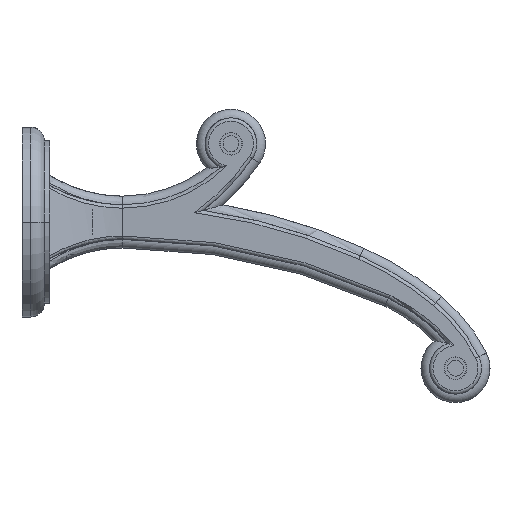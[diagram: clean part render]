
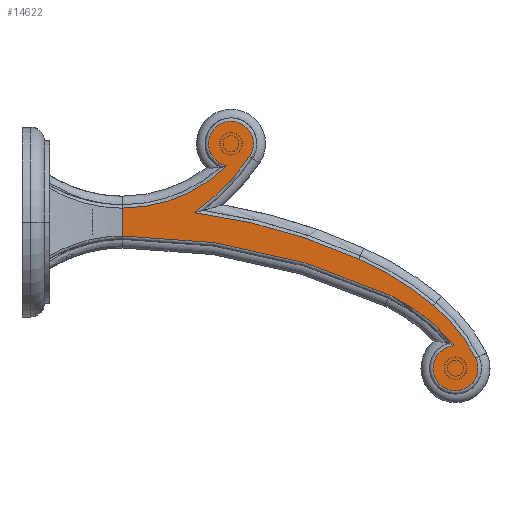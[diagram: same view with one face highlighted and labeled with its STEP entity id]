
A CAD part, left-side view. The second image highlights one B-rep face of the part: STEP entity #14622.
In plain terms, the highlighted planar face has unit normal (-1, 0, 0).
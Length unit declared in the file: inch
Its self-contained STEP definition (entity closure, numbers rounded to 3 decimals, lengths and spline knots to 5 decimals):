
#12122=CARTESIAN_POINT('',(-0.1975,-3.3268,-2.65381));
#12123=DIRECTION('',(-1.,0.,0.));
#12124=DIRECTION('',(0.,-0.785,0.619));
#12125=AXIS2_PLACEMENT_3D('',#12122,#12123,#12124);
#12127=CARTESIAN_POINT('',(-0.1975,-1.1253,-7.38245));
#12128=DIRECTION('',(-1.,0.,0.));
#12129=DIRECTION('',(0.,-0.422,0.907));
#12130=AXIS2_PLACEMENT_3D('',#12127,#12128,#12129);
#12132=DIRECTION('',(0.,0.,1.));
#12133=VECTOR('',#12132,0.317);
#12134=CARTESIAN_POINT('',(-0.1975,-1.12531,-0.15845));
#12135=LINE('',#12134,#12133);
#12136=CARTESIAN_POINT('',(-0.1975,-1.1253,1.87055));
#12137=DIRECTION('',(-1.,0.,0.));
#12138=DIRECTION('',(0.,0.,-1.));
#12139=AXIS2_PLACEMENT_3D('',#12136,#12137,#12138);
#12141=CARTESIAN_POINT('',(-0.1975,-2.3623,0.89255));
#12142=DIRECTION('',(1.,0.,0.));
#12143=DIRECTION('',(0.,0.181,-0.983));
#12144=AXIS2_PLACEMENT_3D('',#12141,#12142,#12143);
#12146=CARTESIAN_POINT('',(-0.1975,-2.3623,0.89255));
#12147=DIRECTION('',(1.,0.,0.));
#12148=DIRECTION('',(0.,0.,1.));
#12149=AXIS2_PLACEMENT_3D('',#12146,#12147,#12148);
#12151=CARTESIAN_POINT('',(-0.1975,-0.40928,2.23957));
#12152=DIRECTION('',(1.,0.,0.));
#12153=DIRECTION('',(0.,-0.823,-0.568));
#12154=AXIS2_PLACEMENT_3D('',#12151,#12152,#12153);
#12156=CARTESIAN_POINT('',(-0.1975,-1.1253,-6.39745));
#12157=DIRECTION('',(1.,0.,0.));
#12158=DIRECTION('',(0.,-0.125,0.992));
#12159=AXIS2_PLACEMENT_3D('',#12156,#12157,#12158);
#12161=CARTESIAN_POINT('',(-0.1975,-2.25856,-3.88522));
#12162=DIRECTION('',(1.,0.,0.));
#12163=DIRECTION('',(0.,-0.411,0.912));
#12164=AXIS2_PLACEMENT_3D('',#12161,#12162,#12163);
#12166=CARTESIAN_POINT('',(-0.1975,-3.51048,-2.36547));
#12167=DIRECTION('',(1.,0.,0.));
#12168=DIRECTION('',(0.,-0.636,0.772));
#12169=AXIS2_PLACEMENT_3D('',#12166,#12167,#12168);
#12171=CARTESIAN_POINT('',(-0.1975,-4.9213,-1.66645));
#12172=DIRECTION('',(1.,0.,0.));
#12173=DIRECTION('',(0.,-0.896,0.444));
#12174=AXIS2_PLACEMENT_3D('',#12171,#12172,#12173);
#12176=CARTESIAN_POINT('',(-0.1975,-4.9213,-1.66645));
#12177=DIRECTION('',(1.,0.,0.));
#12178=DIRECTION('',(0.,0.,-1.));
#12179=AXIS2_PLACEMENT_3D('',#12176,#12177,#12178);
#14310=CARTESIAN_POINT('',(-0.1975,-1.12531,0.15855));
#14312=VERTEX_POINT('',#14310);
#14313=CARTESIAN_POINT('',(-0.1975,-1.1253,-0.15845));
#14314=VERTEX_POINT('',#14313);
#14367=CARTESIAN_POINT('',(-0.1975,-4.17431,-0.83342));
#14368=VERTEX_POINT('',#14367);
#14369=CARTESIAN_POINT('',(-0.1975,-4.90363,-1.41055));
#14370=VERTEX_POINT('',#14369);
#14371=CARTESIAN_POINT('',(-0.1975,-2.31585,0.6403));
#14372=VERTEX_POINT('',#14371);
#14373=CARTESIAN_POINT('',(-0.1975,-2.3623,1.14905));
#14374=VERTEX_POINT('',#14373);
#14375=CARTESIAN_POINT('',(-0.1975,-2.57345,0.74692));
#14376=VERTEX_POINT('',#14375);
#14377=CARTESIAN_POINT('',(-0.1975,-1.94661,0.10691));
#14378=VERTEX_POINT('',#14377);
#14379=CARTESIAN_POINT('',(-0.1975,-3.82111,-0.42135));
#14380=VERTEX_POINT('',#14379);
#14381=CARTESIAN_POINT('',(-0.1975,-4.67465,-0.95222));
#14382=VERTEX_POINT('',#14381);
#14383=CARTESIAN_POINT('',(-0.1975,-5.15114,-1.55257));
#14384=VERTEX_POINT('',#14383);
#14385=CARTESIAN_POINT('',(-0.1975,-4.9213,-1.92295));
#14386=VERTEX_POINT('',#14385);
#14594=CARTESIAN_POINT('',(-0.1975,-3.15179,-0.38695));
#14595=DIRECTION('',(1.,0.,0.));
#14596=DIRECTION('',(0.,0.,-1.));
#14597=AXIS2_PLACEMENT_3D('',#14594,#14595,#14596);
#14598=PLANE('',#14597);
#14600=ORIENTED_EDGE('',*,*,#14599,.T.);
#14601=ORIENTED_EDGE('',*,*,#14586,.T.);
#14602=ORIENTED_EDGE('',*,*,#14454,.T.);
#14603=ORIENTED_EDGE('',*,*,#14477,.T.);
#14605=ORIENTED_EDGE('',*,*,#14604,.T.);
#14607=ORIENTED_EDGE('',*,*,#14606,.T.);
#14609=ORIENTED_EDGE('',*,*,#14608,.T.);
#14611=ORIENTED_EDGE('',*,*,#14610,.T.);
#14613=ORIENTED_EDGE('',*,*,#14612,.T.);
#14615=ORIENTED_EDGE('',*,*,#14614,.T.);
#14617=ORIENTED_EDGE('',*,*,#14616,.T.);
#14619=ORIENTED_EDGE('',*,*,#14618,.T.);
#14620=EDGE_LOOP('',(#14600,#14601,#14602,#14603,#14605,#14607,#14609,#14611,
#14613,#14615,#14617,#14619));
#14621=FACE_OUTER_BOUND('',#14620,.F.);
#14622=ADVANCED_FACE('',(#14621),#14598,.F.);
#12126=CIRCLE('',#12125,2.008);
#12131=CIRCLE('',#12130,7.224);
#12140=CIRCLE('',#12139,1.712);
#12145=CIRCLE('',#12144,0.2565);
#12150=CIRCLE('',#12149,0.2565);
#12155=CIRCLE('',#12154,2.629);
#12160=CIRCLE('',#12159,6.556);
#12165=CIRCLE('',#12164,3.8);
#12170=CIRCLE('',#12169,1.831);
#12175=CIRCLE('',#12174,0.2565);
#12180=CIRCLE('',#12179,0.2565);
#14454=EDGE_CURVE('',#14314,#14312,#12135,.T.);
#14477=EDGE_CURVE('',#14312,#14372,#12140,.T.);
#14586=EDGE_CURVE('',#14368,#14314,#12131,.T.);
#14599=EDGE_CURVE('',#14370,#14368,#12126,.T.);
#14604=EDGE_CURVE('',#14372,#14374,#12145,.T.);
#14606=EDGE_CURVE('',#14374,#14376,#12150,.T.);
#14608=EDGE_CURVE('',#14376,#14378,#12155,.T.);
#14610=EDGE_CURVE('',#14378,#14380,#12160,.T.);
#14612=EDGE_CURVE('',#14380,#14382,#12165,.T.);
#14614=EDGE_CURVE('',#14382,#14384,#12170,.T.);
#14616=EDGE_CURVE('',#14384,#14386,#12175,.T.);
#14618=EDGE_CURVE('',#14386,#14370,#12180,.T.);
